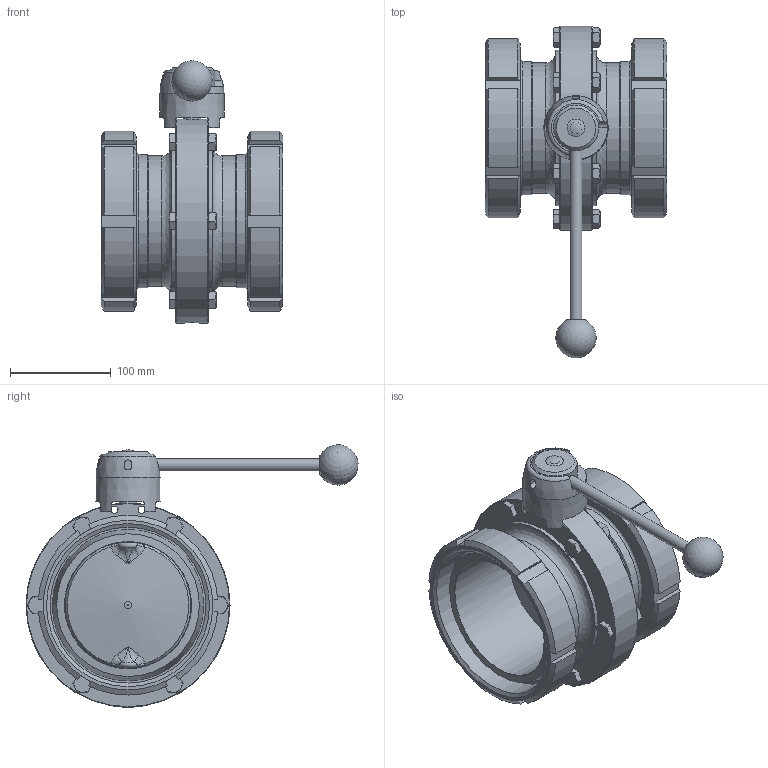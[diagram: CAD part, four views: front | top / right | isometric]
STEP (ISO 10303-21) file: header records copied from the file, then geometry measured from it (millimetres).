
FILE_DESCRIPTION((''),'2;1');
FILE_NAME('56640125XX00.stp','2010-11-23T14:57:29',('Creator'),(''),'Autodesk Inventor 2010','Autodesk Inventor 2010','');
FILE_SCHEMA(('AUTOMOTIVE_DESIGN { 1 0 10303 214 1 1 1 1 }'));
Length unit declared in the file: millimetre
Products named in the file (1): 56640125XX00
Bounding box: 180 x 328.71 x 259.69 mm (x, y, z)
Volume: 1038421.6 mm3; surface area: 376096.4 mm2
Topology: 7 solids, 8 shells, 513 faces, 1285 edges, 805 vertices
Faces by surface type: plane 240, cone 122, cylinder 107, bspline 35, torus 7, sphere 2
Full cylindrical faces by diameter (mm): 4.917 x1, 6.2 x1, 6.5 x1, 7.2 x2, 9.188 x6, 10 x6, 10.5 x7, 10.8 x1, 12 x1, 12.8 x1, 15.4 x6, 15.8 x1, 15.9 x2, 16 x1, 17.5 x4, 18.2 x2, 44.9 x1, 125 x2, 129 x2, 132 x2, 137 x2, 138 x2, 154 x2, 154.29 x2, 160.4 x2, 202 x1
Entity records: 17143 total; most frequent: CARTESIAN_POINT 6471, ORIENTED_EDGE 2198, DIRECTION 2052, EDGE_CURVE 1099, AXIS2_PLACEMENT_3D 870, VERTEX_POINT 756, EDGE_LOOP 713, FACE_OUTER_BOUND 512
